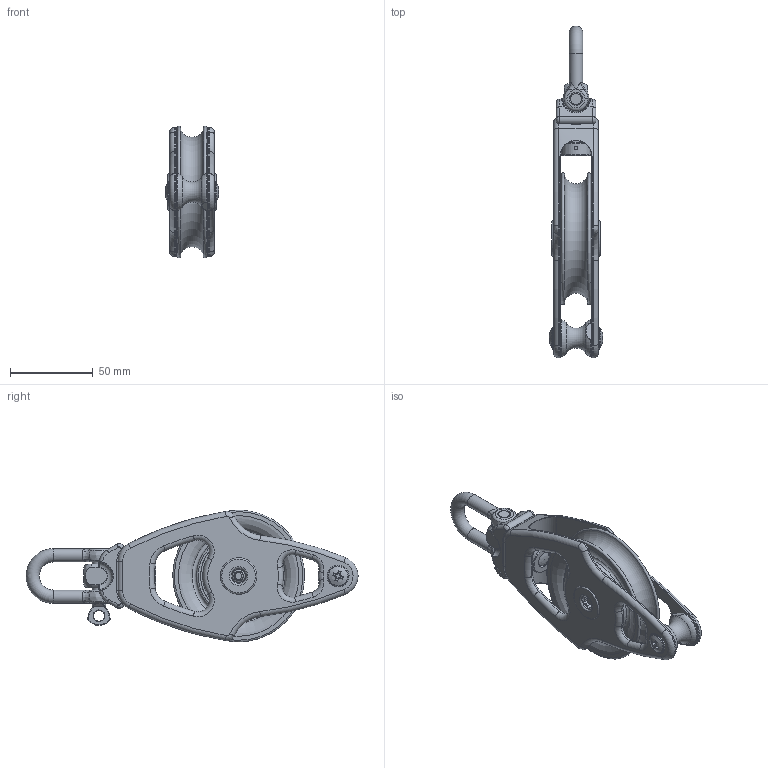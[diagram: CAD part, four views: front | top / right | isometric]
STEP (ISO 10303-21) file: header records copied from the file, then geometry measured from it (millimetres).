
FILE_DESCRIPTION(/* description */ (''),/* implementation_level */ '2;1');
FILE_NAME(/* name */ '00802.stp',/* time_stamp */ '2020-05-06T12:26:06+02:00',/* author */ ('francesca'),/* organization */ (''),/* preprocessor_version */ 'ST-DEVELOPER v18.1',/* originating_system */ 'Autodesk Inventor 2021',/* authorisation */ '');
FILE_SCHEMA (('AUTOMOTIVE_DESIGN { 1 0 10303 214 3 1 1 }'));
Length unit declared in the file: millimetre
Products named in the file (1): 17072108
Bounding box: 32.37 x 200.25 x 79.42 mm (x, y, z)
Volume: 142598.4 mm3; surface area: 79638.1 mm2
Topology: 76 solids, 76 shells, 678 faces, 1746 edges, 1119 vertices
Faces by surface type: cylinder 181, plane 162, torus 148, bspline 87, sphere 58, cone 42
Full cylindrical faces by diameter (mm): 2 x1, 4 x1, 4.134 x1, 5 x2, 5.2 x3, 6 x2, 6.2 x2, 6.5 x3, 6.75 x1, 7.5 x1, 8 x3, 8.1 x1, 8.2 x1, 8.5 x2, 9 x2, 9.3 x1, 9.9 x1, 10.1 x1, 10.4 x1, 12 x4, 12.5 x2, 13.2 x2, 15.8 x2, 16 x3, 17.9 x1, 18 x1, 19 x1, 19.9 x1, 20 x1, 21.8 x2
Entity records: 23377 total; most frequent: CARTESIAN_POINT 7136, DIRECTION 3555, ORIENTED_EDGE 3254, EDGE_CURVE 1627, AXIS2_PLACEMENT_3D 1589, VERTEX_POINT 1119, CIRCLE 986, EDGE_LOOP 750
